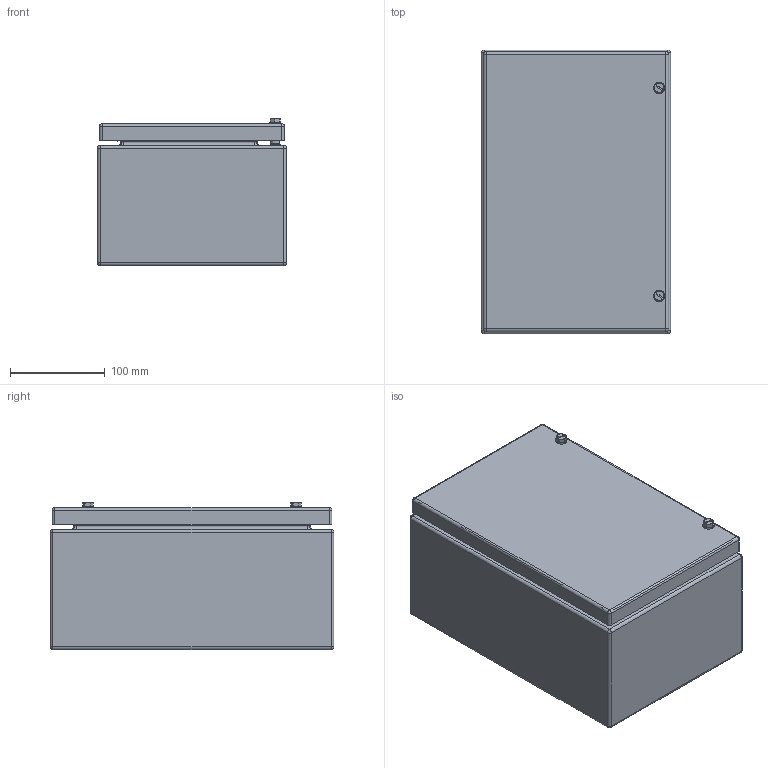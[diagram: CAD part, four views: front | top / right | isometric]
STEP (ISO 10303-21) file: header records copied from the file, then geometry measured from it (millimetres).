
FILE_DESCRIPTION(('CATIA V5 STEP Exchange','CAx-IF Rec.Pracs.--- Model Styling and Organization---1.5--- 2016-08-15','CAx-IF Rec.Pracs.---Supplemental Geometry---1.0---2011-11-01','CAx-IF Rec.Pracs.--- Composite Materials ---1.1---2010-07-15'),'2;1');
FILE_NAME ('2016641-3_0', '2024-10-29T08:31:33+00:00', ('none'), ('Weidmueller'), 'CATIA Version 5-6 Release 2022 SP4 HF5', 'CATIA V5 STEP AP214 v3', 'none');
FILE_SCHEMA(('AUTOMOTIVE_DESIGN { 1 0 10303 214 1 1 1 1 }'));
Length unit declared in the file: millimetre
Products named in the file (1): KEBi_HS_300x200x150_0GP
Bounding box: 200 x 300 x 155.6 mm (x, y, z)
Volume: 590557.7 mm3; surface area: 670252.2 mm2
Topology: 13 solids, 13 shells, 816 faces, 2236 edges, 1470 vertices
Faces by surface type: cylinder 324, plane 308, cone 72, torus 64, bspline 24, sphere 24
Entity records: 26744 total; most frequent: CARTESIAN_POINT 8005, ORIENTED_EDGE 4400, DIRECTION 2966, EDGE_CURVE 2200, VERTEX_POINT 1470, AXIS2_PLACEMENT_3D 1356, VECTOR 1016, LINE 1016
